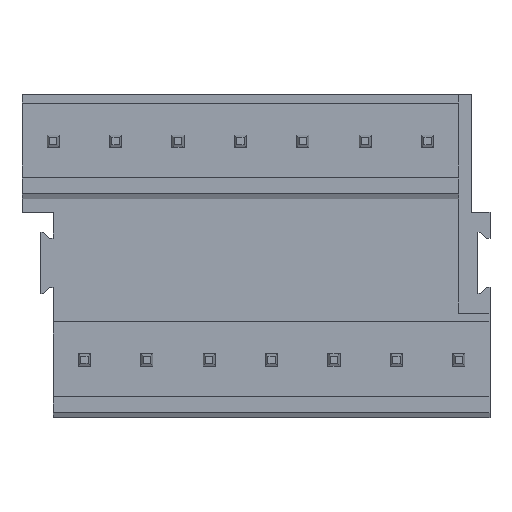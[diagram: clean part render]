
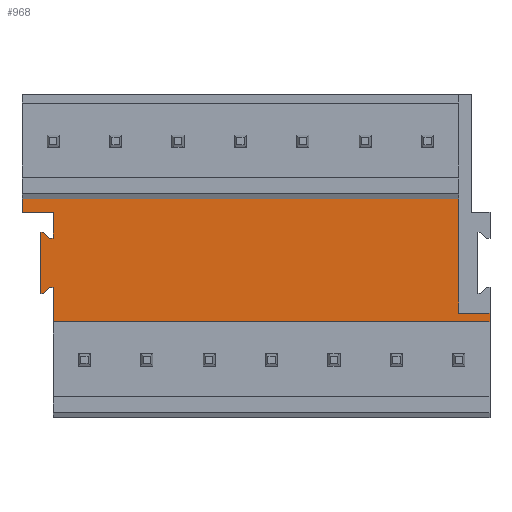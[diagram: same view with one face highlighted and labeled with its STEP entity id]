
A CAD part, top view. The second image highlights one B-rep face of the part: STEP entity #968.
In plain terms, the highlighted planar face has unit normal (0, 0, 1).
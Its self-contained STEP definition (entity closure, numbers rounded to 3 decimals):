
#631=AXIS2_PLACEMENT_3D('Plane Axis2P3D',#628,#629,#630) ;
#42=CARTESIAN_POINT('Vertex',(2.54,14.6,15.2)) ;
#45=CARTESIAN_POINT('Line Origine',(2.54,15.65,15.2)) ;
#49=CARTESIAN_POINT('Vertex',(2.54,16.7,15.2)) ;
#82=CARTESIAN_POINT('Vertex',(2.54,10.6,15.2)) ;
#85=CARTESIAN_POINT('Line Origine',(2.39,10.6,15.2)) ;
#89=CARTESIAN_POINT('Vertex',(2.24,10.6,15.2)) ;
#116=CARTESIAN_POINT('Line Origine',(2.005,10.35,15.2)) ;
#120=CARTESIAN_POINT('Vertex',(1.77,10.1,15.2)) ;
#147=CARTESIAN_POINT('Line Origine',(1.655,10.1,15.2)) ;
#151=CARTESIAN_POINT('Vertex',(1.54,10.1,15.2)) ;
#178=CARTESIAN_POINT('Line Origine',(1.54,12.6,15.2)) ;
#182=CARTESIAN_POINT('Vertex',(1.54,15.1,15.2)) ;
#209=CARTESIAN_POINT('Line Origine',(1.655,15.1,15.2)) ;
#213=CARTESIAN_POINT('Vertex',(1.77,15.1,15.2)) ;
#240=CARTESIAN_POINT('Line Origine',(2.005,14.85,15.2)) ;
#244=CARTESIAN_POINT('Vertex',(2.24,14.6,15.2)) ;
#271=CARTESIAN_POINT('Line Origine',(2.39,14.6,15.2)) ;
#299=CARTESIAN_POINT('Vertex',(2.54,7.8,15.2)) ;
#313=CARTESIAN_POINT('Vertex',(38.1,7.8,15.2)) ;
#316=CARTESIAN_POINT('Line Origine',(20.32,7.8,15.2)) ;
#628=CARTESIAN_POINT('Axis2P3D Location',(0.,0.4,15.2)) ;
#752=CARTESIAN_POINT('Line Origine',(2.54,9.2,15.2)) ;
#818=CARTESIAN_POINT('Vertex',(0.,16.7,15.2)) ;
#821=CARTESIAN_POINT('Line Origine',(0.,17.64,15.2)) ;
#825=CARTESIAN_POINT('Vertex',(0.,18.58,15.2)) ;
#919=CARTESIAN_POINT('Line Origine',(36.83,8.5,15.2)) ;
#923=CARTESIAN_POINT('Vertex',(38.1,8.5,15.2)) ;
#925=CARTESIAN_POINT('Vertex',(35.56,8.5,15.2)) ;
#928=CARTESIAN_POINT('Line Origine',(35.56,13.54,15.2)) ;
#932=CARTESIAN_POINT('Vertex',(35.56,18.58,15.2)) ;
#935=CARTESIAN_POINT('Line Origine',(17.78,18.58,15.2)) ;
#940=CARTESIAN_POINT('Line Origine',(1.27,16.7,15.2)) ;
#945=CARTESIAN_POINT('Line Origine',(38.1,8.15,15.2)) ;
#46=DIRECTION('Vector Direction',(0.,1.,0.)) ;
#86=DIRECTION('Vector Direction',(-1.,0.,0.)) ;
#117=DIRECTION('Vector Direction',(-0.685,-0.729,0.)) ;
#148=DIRECTION('Vector Direction',(-1.,0.,0.)) ;
#179=DIRECTION('Vector Direction',(0.,1.,0.)) ;
#210=DIRECTION('Vector Direction',(1.,0.,0.)) ;
#241=DIRECTION('Vector Direction',(0.685,-0.729,0.)) ;
#272=DIRECTION('Vector Direction',(1.,0.,0.)) ;
#317=DIRECTION('Vector Direction',(1.,0.,0.)) ;
#629=DIRECTION('Axis2P3D Direction',(0.,0.,-1.)) ;
#630=DIRECTION('Axis2P3D XDirection',(0.,1.,0.)) ;
#753=DIRECTION('Vector Direction',(0.,-1.,0.)) ;
#822=DIRECTION('Vector Direction',(0.,1.,0.)) ;
#920=DIRECTION('Vector Direction',(-1.,0.,0.)) ;
#929=DIRECTION('Vector Direction',(0.,-1.,0.)) ;
#936=DIRECTION('Vector Direction',(1.,0.,0.)) ;
#941=DIRECTION('Vector Direction',(1.,0.,0.)) ;
#946=DIRECTION('Vector Direction',(0.,1.,0.)) ;
#47=VECTOR('Line Direction',#46,1.) ;
#87=VECTOR('Line Direction',#86,1.) ;
#118=VECTOR('Line Direction',#117,1.) ;
#149=VECTOR('Line Direction',#148,1.) ;
#180=VECTOR('Line Direction',#179,1.) ;
#211=VECTOR('Line Direction',#210,1.) ;
#242=VECTOR('Line Direction',#241,1.) ;
#273=VECTOR('Line Direction',#272,1.) ;
#318=VECTOR('Line Direction',#317,1.) ;
#754=VECTOR('Line Direction',#753,1.) ;
#823=VECTOR('Line Direction',#822,1.) ;
#921=VECTOR('Line Direction',#920,1.) ;
#930=VECTOR('Line Direction',#929,1.) ;
#937=VECTOR('Line Direction',#936,1.) ;
#942=VECTOR('Line Direction',#941,1.) ;
#947=VECTOR('Line Direction',#946,1.) ;
#951=ORIENTED_EDGE('',*,*,#927,.T.) ;
#952=ORIENTED_EDGE('',*,*,#934,.F.) ;
#953=ORIENTED_EDGE('',*,*,#939,.F.) ;
#954=ORIENTED_EDGE('',*,*,#827,.F.) ;
#955=ORIENTED_EDGE('',*,*,#944,.T.) ;
#956=ORIENTED_EDGE('',*,*,#51,.F.) ;
#957=ORIENTED_EDGE('',*,*,#275,.F.) ;
#958=ORIENTED_EDGE('',*,*,#246,.F.) ;
#959=ORIENTED_EDGE('',*,*,#215,.F.) ;
#960=ORIENTED_EDGE('',*,*,#184,.F.) ;
#961=ORIENTED_EDGE('',*,*,#153,.F.) ;
#962=ORIENTED_EDGE('',*,*,#122,.F.) ;
#963=ORIENTED_EDGE('',*,*,#91,.F.) ;
#964=ORIENTED_EDGE('',*,*,#756,.T.) ;
#965=ORIENTED_EDGE('',*,*,#320,.T.) ;
#966=ORIENTED_EDGE('',*,*,#949,.T.) ;
#968=ADVANCED_FACE('Housing',(#967),#632,.F.) ;
#51=EDGE_CURVE('',#43,#50,#48,.T.) ;
#91=EDGE_CURVE('',#83,#90,#88,.T.) ;
#122=EDGE_CURVE('',#90,#121,#119,.T.) ;
#153=EDGE_CURVE('',#121,#152,#150,.T.) ;
#184=EDGE_CURVE('',#152,#183,#181,.T.) ;
#215=EDGE_CURVE('',#183,#214,#212,.T.) ;
#246=EDGE_CURVE('',#214,#245,#243,.T.) ;
#275=EDGE_CURVE('',#245,#43,#274,.T.) ;
#320=EDGE_CURVE('',#300,#314,#319,.T.) ;
#756=EDGE_CURVE('',#83,#300,#755,.T.) ;
#827=EDGE_CURVE('',#819,#826,#824,.T.) ;
#927=EDGE_CURVE('',#924,#926,#922,.T.) ;
#934=EDGE_CURVE('',#933,#926,#931,.T.) ;
#939=EDGE_CURVE('',#826,#933,#938,.T.) ;
#944=EDGE_CURVE('',#819,#50,#943,.T.) ;
#949=EDGE_CURVE('',#314,#924,#948,.T.) ;
#950=EDGE_LOOP('',(#951,#952,#953,#954,#955,#956,#957,#958,#959,#960,#961,#962,#963,#964,#965,#966)) ;
#967=FACE_OUTER_BOUND('',#950,.T.) ;
#48=LINE('Line',#45,#47) ;
#88=LINE('Line',#85,#87) ;
#119=LINE('Line',#116,#118) ;
#150=LINE('Line',#147,#149) ;
#181=LINE('Line',#178,#180) ;
#212=LINE('Line',#209,#211) ;
#243=LINE('Line',#240,#242) ;
#274=LINE('Line',#271,#273) ;
#319=LINE('Line',#316,#318) ;
#755=LINE('Line',#752,#754) ;
#824=LINE('Line',#821,#823) ;
#922=LINE('Line',#919,#921) ;
#931=LINE('Line',#928,#930) ;
#938=LINE('Line',#935,#937) ;
#943=LINE('Line',#940,#942) ;
#948=LINE('Line',#945,#947) ;
#632=PLANE('',#631) ;
#43=VERTEX_POINT('',#42) ;
#50=VERTEX_POINT('',#49) ;
#83=VERTEX_POINT('',#82) ;
#90=VERTEX_POINT('',#89) ;
#121=VERTEX_POINT('',#120) ;
#152=VERTEX_POINT('',#151) ;
#183=VERTEX_POINT('',#182) ;
#214=VERTEX_POINT('',#213) ;
#245=VERTEX_POINT('',#244) ;
#300=VERTEX_POINT('',#299) ;
#314=VERTEX_POINT('',#313) ;
#819=VERTEX_POINT('',#818) ;
#826=VERTEX_POINT('',#825) ;
#924=VERTEX_POINT('',#923) ;
#926=VERTEX_POINT('',#925) ;
#933=VERTEX_POINT('',#932) ;
